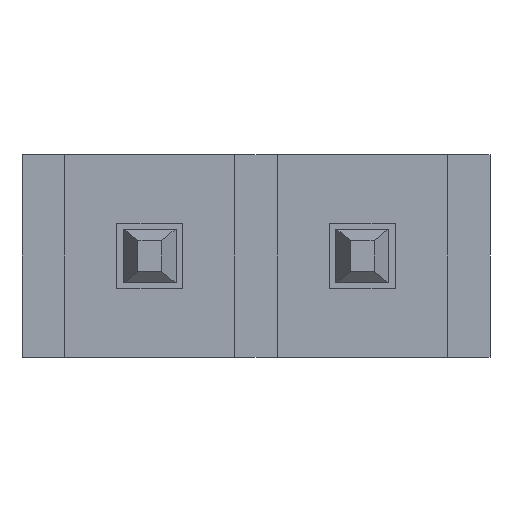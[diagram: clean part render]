
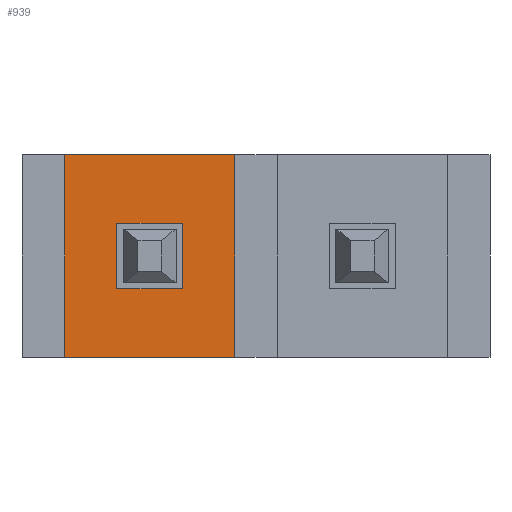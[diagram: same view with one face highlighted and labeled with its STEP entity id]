
A CAD part, front view. The second image highlights one B-rep face of the part: STEP entity #939.
In plain terms, the highlighted planar face has unit normal (0, -1, 0).
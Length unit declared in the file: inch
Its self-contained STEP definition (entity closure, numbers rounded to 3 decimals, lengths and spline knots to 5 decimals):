
#159=VERTEX_POINT('',#1221);
#160=VERTEX_POINT('',#1223);
#166=VERTEX_POINT('',#1239);
#168=VERTEX_POINT('',#1245);
#169=VERTEX_POINT('',#1246);
#170=VERTEX_POINT('',#1248);
#171=VERTEX_POINT('',#1250);
#172=VERTEX_POINT('',#1253);
#239=VECTOR('',#1040,1.);
#247=VECTOR('',#1050,1.);
#250=VECTOR('',#1054,1.);
#251=VECTOR('',#1055,1.);
#252=VECTOR('',#1056,1.);
#253=VECTOR('',#1057,1.);
#254=VECTOR('',#1058,1.);
#255=VECTOR('',#1059,1.);
#359=LINE('',#1222,#239);
#367=LINE('',#1238,#247);
#370=LINE('',#1244,#250);
#371=LINE('',#1247,#251);
#372=LINE('',#1249,#252);
#373=LINE('',#1251,#253);
#374=LINE('',#1252,#254);
#375=LINE('',#1254,#255);
#479=EDGE_CURVE('',#160,#159,#359,.T.);
#487=EDGE_CURVE('',#160,#166,#367,.T.);
#490=EDGE_CURVE('',#168,#169,#370,.T.);
#491=EDGE_CURVE('',#170,#168,#371,.T.);
#492=EDGE_CURVE('',#171,#170,#372,.T.);
#493=EDGE_CURVE('',#169,#171,#373,.T.);
#494=EDGE_CURVE('',#159,#172,#374,.T.);
#495=EDGE_CURVE('',#172,#166,#375,.T.);
#612=ORIENTED_EDGE('',*,*,#490,.F.);
#613=ORIENTED_EDGE('',*,*,#491,.F.);
#614=ORIENTED_EDGE('',*,*,#492,.F.);
#615=ORIENTED_EDGE('',*,*,#493,.F.);
#616=ORIENTED_EDGE('',*,*,#479,.T.);
#617=ORIENTED_EDGE('',*,*,#494,.T.);
#618=ORIENTED_EDGE('',*,*,#495,.T.);
#619=ORIENTED_EDGE('',*,*,#487,.F.);
#835=EDGE_LOOP('',(#612,#613,#614,#615));
#836=EDGE_LOOP('',(#616,#617,#618,#619));
#887=FACE_BOUND('',#835,.T.);
#888=FACE_BOUND('',#836,.T.);
#939=ADVANCED_FACE('',(#887,#888),#1459,.T.);
#985=AXIS2_PLACEMENT_3D('',#1243,#1053,$);
#1040=DIRECTION('',(-1.,0.,0.));
#1050=DIRECTION('',(0.,0.,-1.));
#1053=DIRECTION('',(0.,-1.,0.));
#1054=DIRECTION('',(-1.,0.,0.));
#1055=DIRECTION('',(0.,0.,1.));
#1056=DIRECTION('',(1.,0.,0.));
#1057=DIRECTION('',(0.,0.,-1.));
#1058=DIRECTION('',(0.,0.,-1.));
#1059=DIRECTION('',(1.,0.,0.));
#1221=CARTESIAN_POINT('',(-0.09,0.02,0.0475));
#1222=CARTESIAN_POINT('',(-0.11,0.02,0.0475));
#1223=CARTESIAN_POINT('',(-0.01,0.02,0.0475));
#1238=CARTESIAN_POINT('',(-0.01,0.02,0.2));
#1239=CARTESIAN_POINT('',(-0.01,0.02,-0.0475));
#1243=CARTESIAN_POINT('',(-0.01,0.02,0.2));
#1244=CARTESIAN_POINT('',(-0.0655,0.02,0.0155));
#1245=CARTESIAN_POINT('',(-0.0345,0.02,0.0155));
#1246=CARTESIAN_POINT('',(-0.0655,0.02,0.0155));
#1247=CARTESIAN_POINT('',(-0.0345,0.02,0.0155));
#1248=CARTESIAN_POINT('',(-0.0345,0.02,-0.0155));
#1249=CARTESIAN_POINT('',(-0.0345,0.02,-0.0155));
#1250=CARTESIAN_POINT('',(-0.0655,0.02,-0.0155));
#1251=CARTESIAN_POINT('',(-0.0655,0.02,-0.0155));
#1252=CARTESIAN_POINT('',(-0.09,0.02,0.2));
#1253=CARTESIAN_POINT('',(-0.09,0.02,-0.0475));
#1254=CARTESIAN_POINT('',(0.11,0.02,-0.0475));
#1459=PLANE('',#985);
